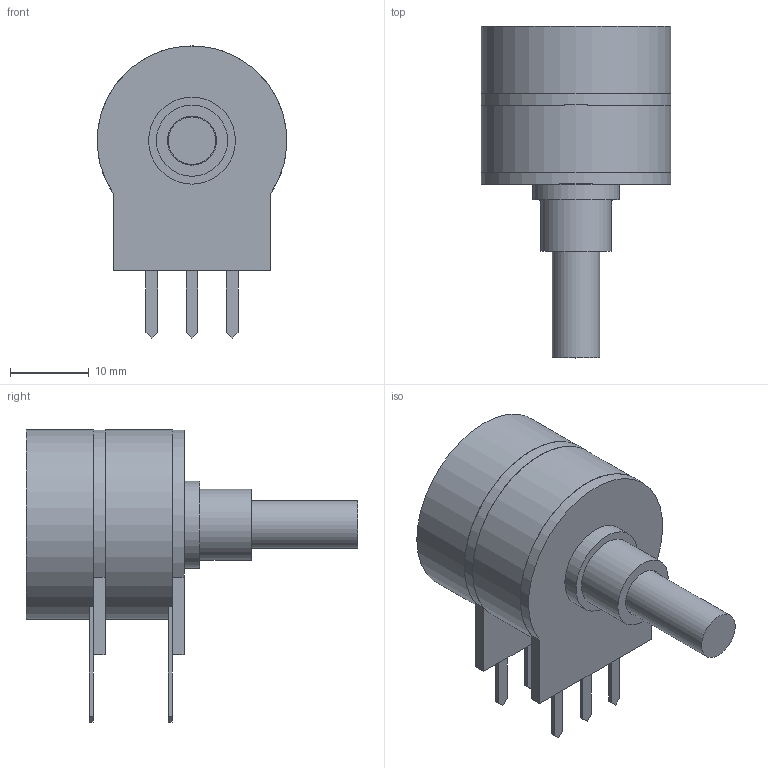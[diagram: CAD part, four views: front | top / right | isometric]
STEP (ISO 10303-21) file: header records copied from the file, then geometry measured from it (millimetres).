
FILE_DESCRIPTION(('FreeCAD Model'),'2;1');
FILE_NAME('Poti_6mm_Stereo.step','2021-02-22T09:21:46',('Author'),(''), 'Open CASCADE STEP processor 7.3','FreeCAD','Unknown');
FILE_SCHEMA(('AUTOMOTIVE_DESIGN { 1 0 10303 214 1 1 1 1 }'));
Length unit declared in the file: millimetre
Products named in the file (1): Poti_6mm_Stereo
Bounding box: 24 x 42 x 37 mm (x, y, z)
Volume: 10448 mm3; surface area: 7041.6 mm2
Topology: 12 solids, 12 shells, 69 faces, 132 edges, 88 vertices
Faces by surface type: plane 61, cylinder 8
Full cylindrical faces by diameter (mm): 6 x1, 6.2 x1, 9 x1, 11 x1, 24 x2
Entity records: 3925 total; most frequent: CARTESIAN_POINT 592, DIRECTION 539, LINE 356, VECTOR 356, ORIENTED_EDGE 264, PCURVE 264, DEFINITIONAL_REPRESENTATION 264, EDGE_CURVE 132
